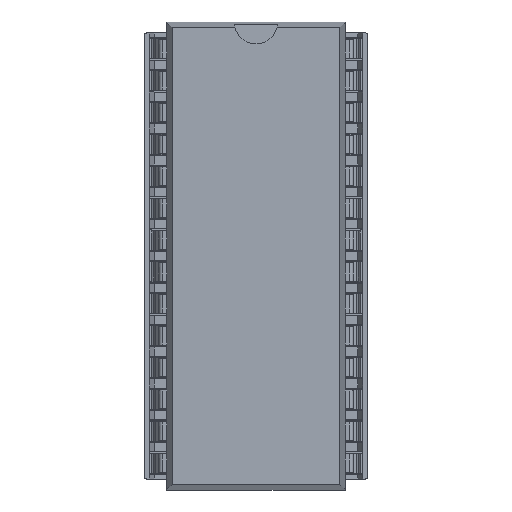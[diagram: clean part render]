
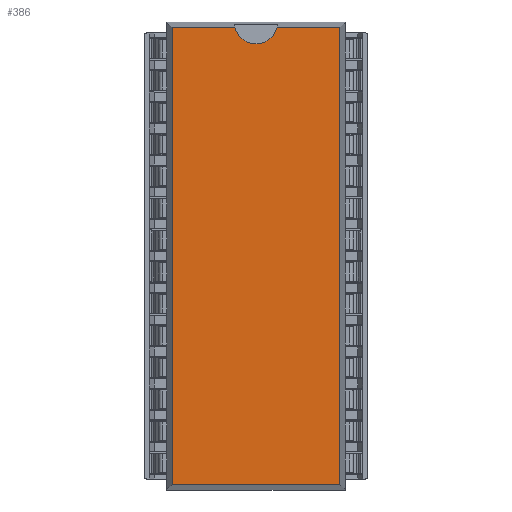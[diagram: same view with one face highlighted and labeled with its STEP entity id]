
A CAD part, top view. The second image highlights one B-rep face of the part: STEP entity #386.
In plain terms, the highlighted planar face has unit normal (0, 0, 1).
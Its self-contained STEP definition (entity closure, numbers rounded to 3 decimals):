
#386=ADVANCED_FACE('',(#1260),#14142,.T.);
#1260=FACE_OUTER_BOUND('',#2134,.T.);
#2134=EDGE_LOOP('',(#3250,#3251,#3252,#3253,#3254,#3255,#3256));
#3250=ORIENTED_EDGE('',*,*,#7786,.T.);
#3251=ORIENTED_EDGE('',*,*,#8058,.F.);
#3252=ORIENTED_EDGE('',*,*,#8024,.F.);
#3253=ORIENTED_EDGE('',*,*,#8025,.F.);
#3254=ORIENTED_EDGE('',*,*,#8026,.F.);
#3255=ORIENTED_EDGE('',*,*,#8027,.F.);
#3256=ORIENTED_EDGE('',*,*,#8023,.F.);
#7786=EDGE_CURVE('',#12565,#12564,#12370,.T.);
#8023=EDGE_CURVE('',#12565,#12742,#10410,.T.);
#8024=EDGE_CURVE('',#12744,#12743,#10411,.T.);
#8025=EDGE_CURVE('',#12745,#12744,#10412,.T.);
#8026=EDGE_CURVE('',#12746,#12745,#10413,.T.);
#8027=EDGE_CURVE('',#12742,#12746,#10414,.T.);
#8058=EDGE_CURVE('',#12743,#12564,#12374,.T.);
#10410=B_SPLINE_CURVE_WITH_KNOTS('',1,(#19505,#19506),.UNSPECIFIED.,.F.,
 .F.,(2,2),(-4.98,0.),.UNSPECIFIED.);
#10411=B_SPLINE_CURVE_WITH_KNOTS('',1,(#19507,#19508),.UNSPECIFIED.,.F.,
 .F.,(2,2),(-4.98,0.),.UNSPECIFIED.);
#10412=B_SPLINE_CURVE_WITH_KNOTS('',1,(#19509,#19510),.UNSPECIFIED.,.F.,
 .F.,(2,2),(-36.429,0.),.UNSPECIFIED.);
#10413=B_SPLINE_CURVE_WITH_KNOTS('',1,(#19511,#19512),.UNSPECIFIED.,.F.,
 .F.,(2,2),(-13.349,0.),.UNSPECIFIED.);
#10414=B_SPLINE_CURVE_WITH_KNOTS('',1,(#19513,#19514),.UNSPECIFIED.,.F.,
 .F.,(2,2),(-36.429,0.),.UNSPECIFIED.);
#12370=(
BOUNDED_CURVE()
B_SPLINE_CURVE(2,(#19030,#19031,#19032),.UNSPECIFIED.,.F.,.F.)
B_SPLINE_CURVE_WITH_KNOTS((3,3),(-2.309,0.),.UNSPECIFIED.)
CURVE()
GEOMETRIC_REPRESENTATION_ITEM()
RATIONAL_B_SPLINE_CURVE((1.,0.79,1.))
REPRESENTATION_ITEM('')
);
#12374=(
BOUNDED_CURVE()
B_SPLINE_CURVE(2,(#19580,#19581,#19582),.UNSPECIFIED.,.F.,.F.)
B_SPLINE_CURVE_WITH_KNOTS((3,3),(0.,2.309),.UNSPECIFIED.)
CURVE()
GEOMETRIC_REPRESENTATION_ITEM()
RATIONAL_B_SPLINE_CURVE((1.,0.79,1.))
REPRESENTATION_ITEM('')
);
#12564=VERTEX_POINT('',#18221);
#12565=VERTEX_POINT('',#18222);
#12742=VERTEX_POINT('',#18399);
#12743=VERTEX_POINT('',#18400);
#12744=VERTEX_POINT('',#18401);
#12745=VERTEX_POINT('',#18402);
#12746=VERTEX_POINT('',#18403);
#14142=PLANE('',#15147);
#15147=AXIS2_PLACEMENT_3D('',#16846,#15958,$);
#15958=DIRECTION('',(0.,0.,1.));
#16846=CARTESIAN_POINT('',(-8.014,-21.864,9.12));
#18221=CARTESIAN_POINT('',(-0.003,16.895,9.12));
#18222=CARTESIAN_POINT('',(1.692,18.209,9.12));
#18399=CARTESIAN_POINT('',(6.671,18.209,9.12));
#18400=CARTESIAN_POINT('',(-1.698,18.209,9.12));
#18401=CARTESIAN_POINT('',(-6.677,18.209,9.12));
#18402=CARTESIAN_POINT('',(-6.677,-18.22,9.12));
#18403=CARTESIAN_POINT('',(6.671,-18.22,9.12));
#19030=CARTESIAN_POINT('',(1.692,18.209,9.12));
#19031=CARTESIAN_POINT('',(1.354,16.895,9.12));
#19032=CARTESIAN_POINT('',(-0.003,16.895,9.12));
#19505=CARTESIAN_POINT('',(1.692,18.209,9.12));
#19506=CARTESIAN_POINT('',(6.671,18.209,9.12));
#19507=CARTESIAN_POINT('',(-6.677,18.209,9.12));
#19508=CARTESIAN_POINT('',(-1.698,18.209,9.12));
#19509=CARTESIAN_POINT('',(-6.677,-18.22,9.12));
#19510=CARTESIAN_POINT('',(-6.677,18.209,9.12));
#19511=CARTESIAN_POINT('',(6.671,-18.22,9.12));
#19512=CARTESIAN_POINT('',(-6.677,-18.22,9.12));
#19513=CARTESIAN_POINT('',(6.671,18.209,9.12));
#19514=CARTESIAN_POINT('',(6.671,-18.22,9.12));
#19580=CARTESIAN_POINT('',(-1.698,18.209,9.12));
#19581=CARTESIAN_POINT('',(-1.36,16.895,9.12));
#19582=CARTESIAN_POINT('',(-0.003,16.895,9.12));
